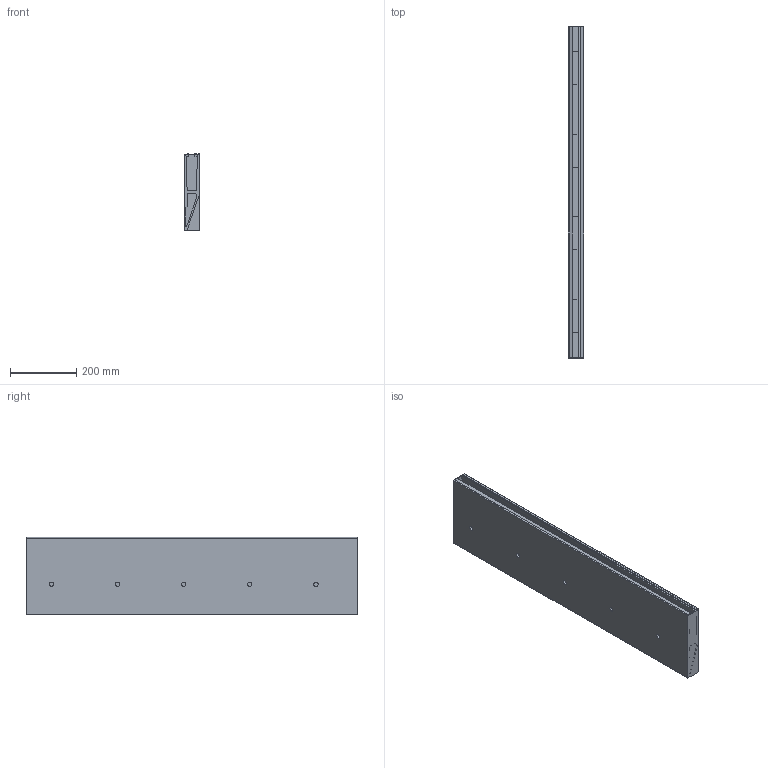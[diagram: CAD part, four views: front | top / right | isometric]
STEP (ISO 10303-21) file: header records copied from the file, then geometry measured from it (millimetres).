
FILE_DESCRIPTION(/* description */ ('Unknown'),/* implementation_level */ '2;1');
FILE_NAME(/* name */ '1752-BEVS-8554',/* time_stamp */ '2018-06-04T10:23:44+02:00',/* author */ ('Unknown'),/* organization */ ('Unknown'),/* preprocessor_version */ 'ST-DEVELOPER v16.7',/* originating_system */ 'DEX',/* authorisation */ $);
FILE_SCHEMA (('AUTOMOTIVE_DESIGN {1 0 10303 214 3 1 1}'));
Length unit declared in the file: millimetre
Products named in the file (8): ZSB-Glasrailing-Variante; Profil; Abdeckung; Aufstellwinkel; Klemmkeil; Enddeckel; Dichtung-1; Dichtung-2
Assembly tree (14 placements, depth 2):
  ZSB-Glasrailing-Variante
    Profil
    Abdeckung
    Aufstellwinkel  x4
    Klemmkeil  x4
    Enddeckel  x2
    Dichtung-1
    Dichtung-2
Bounding box: 46.6 x 1004 x 233.6 mm (x, y, z)
Volume: 4179980.9 mm3; surface area: 1798701 mm2
Topology: 14 solids, 14 shells, 123 faces, 300 edges, 200 vertices
Faces by surface type: plane 109, cylinder 14
Full cylindrical faces by diameter (mm): 13 x5, 28 x5
Entity records: 2547 total; most frequent: CARTESIAN_POINT 445, DIRECTION 386, ORIENTED_EDGE 366, EDGE_CURVE 183, LINE 150, VECTOR 150, VERTEX_POINT 127, AXIS2_PLACEMENT_3D 118
